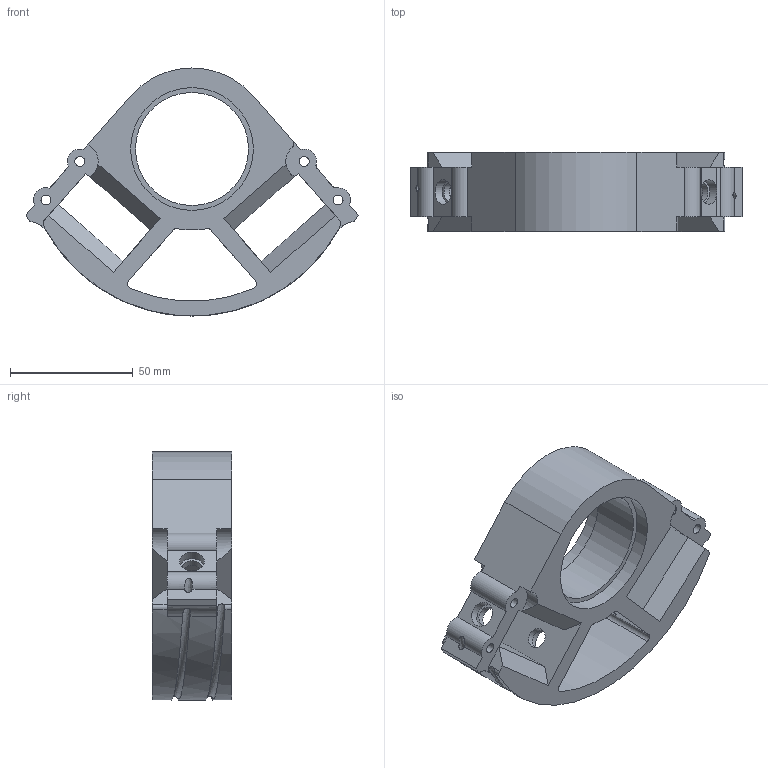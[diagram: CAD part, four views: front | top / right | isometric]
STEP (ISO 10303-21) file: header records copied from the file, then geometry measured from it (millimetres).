
FILE_DESCRIPTION(/* description */ (''),/* implementation_level */ '2;1');
FILE_NAME(/* name */ 'Big_Drum.stp',/* time_stamp */ '2024-05-27T21:03:34-07:00',/* author */ ('aaedm'),/* organization */ (''),/* preprocessor_version */ 'ST-DEVELOPER v19.2',/* originating_system */ 'Autodesk Inventor 2023',/* authorisation */ '');
FILE_SCHEMA (('AUTOMOTIVE_DESIGN { 1 0 10303 214 3 1 1 }'));
Length unit declared in the file: inch
Products named in the file (1): Big_Drum
Bounding box: 135.14 x 32.2 x 101 mm (x, y, z)
Volume: 134816.8 mm3; surface area: 36869 mm2
Topology: 1 solids, 1 shells, 92 faces, 267 edges, 174 vertices
Faces by surface type: cylinder 45, plane 43, bspline 4
Full cylindrical faces by diameter (mm): 4 x4, 8 x4, 10 x4, 46 x1, 50 x2
Entity records: 3723 total; most frequent: CARTESIAN_POINT 1178, ORIENTED_EDGE 534, DIRECTION 509, EDGE_CURVE 267, AXIS2_PLACEMENT_3D 182, VERTEX_POINT 174, LINE 145, VECTOR 145
